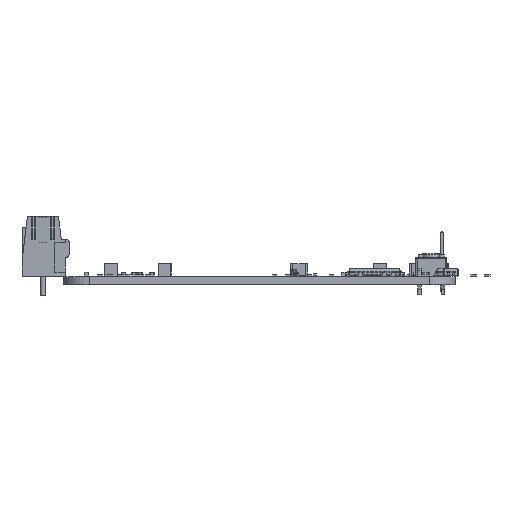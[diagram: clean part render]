
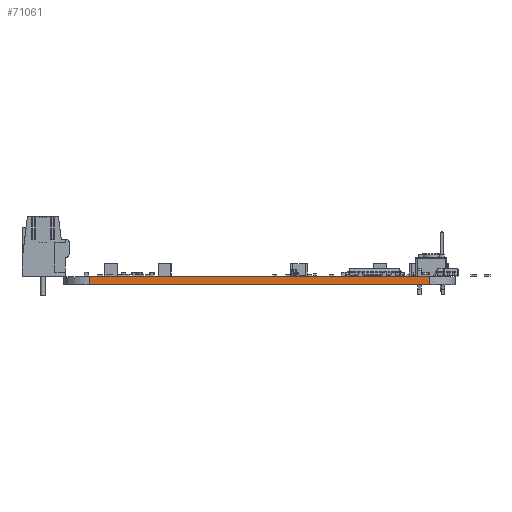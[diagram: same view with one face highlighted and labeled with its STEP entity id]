
A CAD part, left-side view. The second image highlights one B-rep face of the part: STEP entity #71061.
In plain terms, the highlighted planar face has unit normal (-1, 0, 0).
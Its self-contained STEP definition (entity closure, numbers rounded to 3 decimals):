
#69366 = VERTEX_POINT('',#69367);
#69367 = CARTESIAN_POINT('',(137.65,-100.73,0.));
#69374 = EDGE_CURVE('',#69375,#69366,#69377,.T.);
#69375 = VERTEX_POINT('',#69376);
#69376 = CARTESIAN_POINT('',(137.65,-165.73,0.));
#69377 = LINE('',#69378,#69379);
#69378 = CARTESIAN_POINT('',(137.65,-165.73,0.));
#69379 = VECTOR('',#69380,1.);
#69380 = DIRECTION('',(0.,1.,0.));
#70200 = VERTEX_POINT('',#70201);
#70201 = CARTESIAN_POINT('',(137.65,-100.73,1.555));
#70208 = EDGE_CURVE('',#70209,#70200,#70211,.T.);
#70209 = VERTEX_POINT('',#70210);
#70210 = CARTESIAN_POINT('',(137.65,-165.73,1.555));
#70211 = LINE('',#70212,#70213);
#70212 = CARTESIAN_POINT('',(137.65,-165.73,1.555));
#70213 = VECTOR('',#70214,1.);
#70214 = DIRECTION('',(0.,1.,0.));
#71031 = EDGE_CURVE('',#69366,#70200,#71032,.T.);
#71032 = LINE('',#71033,#71034);
#71033 = CARTESIAN_POINT('',(137.65,-100.73,0.));
#71034 = VECTOR('',#71035,1.);
#71035 = DIRECTION('',(0.,0.,1.));
#71061 = ADVANCED_FACE('',(#71062),#71073,.T.);
#71062 = FACE_BOUND('',#71063,.T.);
#71063 = EDGE_LOOP('',(#71064,#71070,#71071,#71072));
#71064 = ORIENTED_EDGE('',*,*,#71065,.T.);
#71065 = EDGE_CURVE('',#69375,#70209,#71066,.T.);
#71066 = LINE('',#71067,#71068);
#71067 = CARTESIAN_POINT('',(137.65,-165.73,0.));
#71068 = VECTOR('',#71069,1.);
#71069 = DIRECTION('',(0.,0.,1.));
#71070 = ORIENTED_EDGE('',*,*,#70208,.T.);
#71071 = ORIENTED_EDGE('',*,*,#71031,.F.);
#71072 = ORIENTED_EDGE('',*,*,#69374,.F.);
#71073 = PLANE('',#71074);
#71074 = AXIS2_PLACEMENT_3D('',#71075,#71076,#71077);
#71075 = CARTESIAN_POINT('',(137.65,-165.73,0.));
#71076 = DIRECTION('',(-1.,0.,0.));
#71077 = DIRECTION('',(0.,1.,0.));
